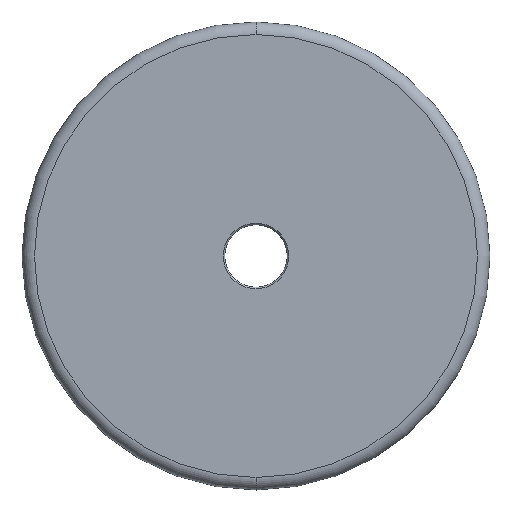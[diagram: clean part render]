
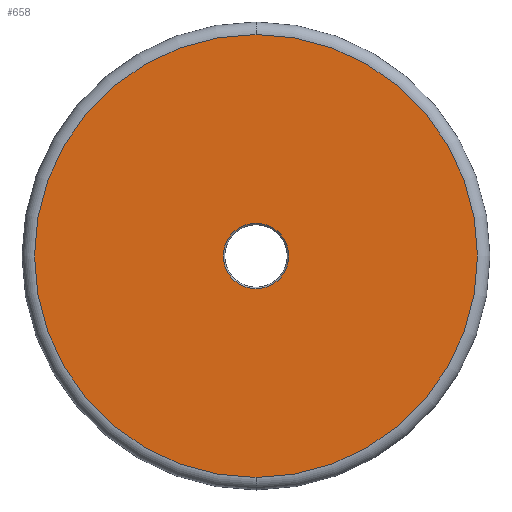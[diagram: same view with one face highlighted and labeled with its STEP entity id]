
A CAD part, front view. The second image highlights one B-rep face of the part: STEP entity #658.
In plain terms, the highlighted planar face has unit normal (0, -1, 0).
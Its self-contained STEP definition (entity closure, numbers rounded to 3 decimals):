
#247 = PLANE ( 'NONE',  #2526 ) ;
#332 = AXIS2_PLACEMENT_3D ( 'NONE', #2339, #1330, #540 ) ;
#491 = VERTEX_POINT ( 'NONE', #3063 ) ;
#534 = DIRECTION ( 'NONE',  ( 0., -1., 0. ) ) ;
#540 = DIRECTION ( 'NONE',  ( 0., 0., -1. ) ) ;
#617 = AXIS2_PLACEMENT_3D ( 'NONE', #2160, #1531, #3570 ) ;
#656 = VERTEX_POINT ( 'NONE', #877 ) ;
#658 = ADVANCED_FACE ( 'NONE', ( #1931, #1673 ), #247, .T. ) ;
#733 = CIRCLE ( 'NONE', #3241, 71. ) ;
#877 = CARTESIAN_POINT ( 'NONE',  ( 0., 0., -71. ) ) ;
#905 = CIRCLE ( 'NONE', #617, 10.5 ) ;
#920 = ORIENTED_EDGE ( 'NONE', *, *, #2410, .T. ) ;
#1142 = EDGE_CURVE ( 'NONE', #1190, #3465, #1630, .T. ) ;
#1190 = VERTEX_POINT ( 'NONE', #2981 ) ;
#1220 = DIRECTION ( 'NONE',  ( 0., 0., -1. ) ) ;
#1243 = CARTESIAN_POINT ( 'NONE',  ( 0., 0., -10.5 ) ) ;
#1330 = DIRECTION ( 'NONE',  ( 0., -1., 0. ) ) ;
#1341 = DIRECTION ( 'NONE',  ( 0., 0., -1. ) ) ;
#1404 = CARTESIAN_POINT ( 'NONE',  ( 0., 0., 0. ) ) ;
#1531 = DIRECTION ( 'NONE',  ( 0., 1., 0. ) ) ;
#1596 = ORIENTED_EDGE ( 'NONE', *, *, #1142, .T. ) ;
#1630 = CIRCLE ( 'NONE', #3496, 10.5 ) ;
#1663 = CIRCLE ( 'NONE', #332, 71. ) ;
#1673 = FACE_OUTER_BOUND ( 'NONE', #2384, .T. ) ;
#1931 = FACE_BOUND ( 'NONE', #3441, .T. ) ;
#2160 = CARTESIAN_POINT ( 'NONE',  ( 0., 0., 0. ) ) ;
#2324 = DIRECTION ( 'NONE',  ( 0., 1., 0. ) ) ;
#2328 = ORIENTED_EDGE ( 'NONE', *, *, #2637, .T. ) ;
#2339 = CARTESIAN_POINT ( 'NONE',  ( 0., 0., 0. ) ) ;
#2384 = EDGE_LOOP ( 'NONE', ( #2328, #920 ) ) ;
#2410 = EDGE_CURVE ( 'NONE', #491, #656, #733, .T. ) ;
#2520 = DIRECTION ( 'NONE',  ( 0., -1., 0. ) ) ;
#2526 = AXIS2_PLACEMENT_3D ( 'NONE', #3041, #534, #2784 ) ;
#2637 = EDGE_CURVE ( 'NONE', #656, #491, #1663, .T. ) ;
#2708 = EDGE_CURVE ( 'NONE', #3465, #1190, #905, .T. ) ;
#2784 = DIRECTION ( 'NONE',  ( 0., 0., -1. ) ) ;
#2981 = CARTESIAN_POINT ( 'NONE',  ( 0., 0., 10.5 ) ) ;
#3041 = CARTESIAN_POINT ( 'NONE',  ( 10., 0., 0. ) ) ;
#3063 = CARTESIAN_POINT ( 'NONE',  ( 0., 0., 71. ) ) ;
#3092 = ORIENTED_EDGE ( 'NONE', *, *, #2708, .T. ) ;
#3170 = CARTESIAN_POINT ( 'NONE',  ( 0., 0., 0. ) ) ;
#3241 = AXIS2_PLACEMENT_3D ( 'NONE', #1404, #2520, #1341 ) ;
#3441 = EDGE_LOOP ( 'NONE', ( #3092, #1596 ) ) ;
#3465 = VERTEX_POINT ( 'NONE', #1243 ) ;
#3496 = AXIS2_PLACEMENT_3D ( 'NONE', #3170, #2324, #1220 ) ;
#3570 = DIRECTION ( 'NONE',  ( 0., 0., -1. ) ) ;
